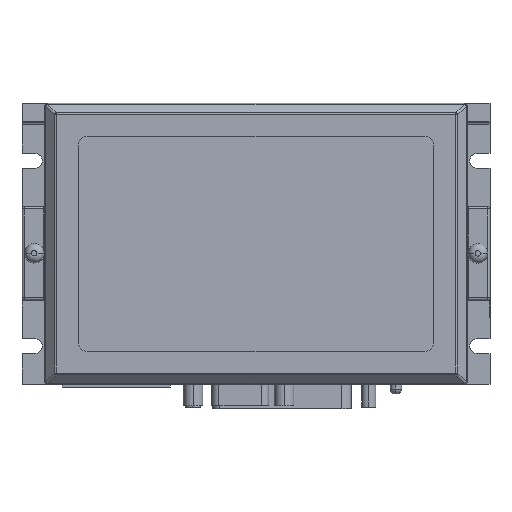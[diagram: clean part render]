
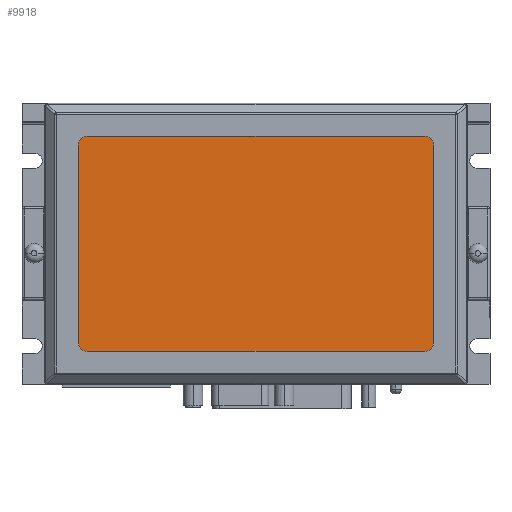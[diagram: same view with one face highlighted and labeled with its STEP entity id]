
A CAD part, top view. The second image highlights one B-rep face of the part: STEP entity #9918.
In plain terms, the highlighted planar face has unit normal (0, 0, 1).
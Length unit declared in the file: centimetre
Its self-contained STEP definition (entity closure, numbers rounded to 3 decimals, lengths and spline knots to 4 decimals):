
#348 = AXIS2_PLACEMENT_3D ( 'NONE', #6991, #7870, #2570 ) ;
#379 = CARTESIAN_POINT ( 'NONE',  ( -4.572, 2.921, -0.0381 ) ) ;
#423 = CARTESIAN_POINT ( 'NONE',  ( -4.826, 2.667, -0.0381 ) ) ;
#580 = VECTOR ( 'NONE', #818, 100. ) ;
#738 = EDGE_CURVE ( 'NONE', #7813, #11366, #10704, .T. ) ;
#806 = DIRECTION ( 'NONE',  ( -1., 0., 0. ) ) ;
#818 = DIRECTION ( 'NONE',  ( 0., 1., 0. ) ) ;
#861 = DIRECTION ( 'NONE',  ( 0., 0., -1. ) ) ;
#1182 = ORIENTED_EDGE ( 'NONE', *, *, #9945, .F. ) ;
#1285 = ORIENTED_EDGE ( 'NONE', *, *, #5656, .F. ) ;
#1815 = CARTESIAN_POINT ( 'NONE',  ( -4.826, -2.667, -0.0381 ) ) ;
#1947 = CARTESIAN_POINT ( 'NONE',  ( 4.826, -2.667, -0.0381 ) ) ;
#2087 = CIRCLE ( 'NONE', #11232, 0.254 ) ;
#2570 = DIRECTION ( 'NONE',  ( 1., 0., 0. ) ) ;
#2646 = FACE_OUTER_BOUND ( 'NONE', #3819, .T. ) ;
#2800 = AXIS2_PLACEMENT_3D ( 'NONE', #3992, #4020, #4064 ) ;
#3117 = CARTESIAN_POINT ( 'NONE',  ( 0., 2.921, -0.0381 ) ) ;
#3235 = VERTEX_POINT ( 'NONE', #4031 ) ;
#3652 = VECTOR ( 'NONE', #9133, 100. ) ;
#3819 = EDGE_LOOP ( 'NONE', ( #8596, #1285, #1182, #5204, #8208, #7546, #3946, #5637 ) ) ;
#3946 = ORIENTED_EDGE ( 'NONE', *, *, #10525, .F. ) ;
#3970 = EDGE_CURVE ( 'NONE', #4669, #7813, #7464, .T. ) ;
#3992 = CARTESIAN_POINT ( 'NONE',  ( 4.572, -2.667, -0.0381 ) ) ;
#4020 = DIRECTION ( 'NONE',  ( 0., 0., -1. ) ) ;
#4031 = CARTESIAN_POINT ( 'NONE',  ( 4.572, 2.921, -0.0381 ) ) ;
#4064 = DIRECTION ( 'NONE',  ( -1., 0., 0. ) ) ;
#4119 = CIRCLE ( 'NONE', #7309, 0.254 ) ;
#4172 = VECTOR ( 'NONE', #6181, 100. ) ;
#4256 = CARTESIAN_POINT ( 'NONE',  ( -4.572, 2.667, -0.0381 ) ) ;
#4469 = VERTEX_POINT ( 'NONE', #11303 ) ;
#4669 = VERTEX_POINT ( 'NONE', #1947 ) ;
#5149 = DIRECTION ( 'NONE',  ( -1., 0., 0. ) ) ;
#5204 = ORIENTED_EDGE ( 'NONE', *, *, #738, .F. ) ;
#5292 = VERTEX_POINT ( 'NONE', #379 ) ;
#5637 = ORIENTED_EDGE ( 'NONE', *, *, #8444, .F. ) ;
#5656 = EDGE_CURVE ( 'NONE', #10567, #6286, #7647, .T. ) ;
#5748 = CARTESIAN_POINT ( 'NONE',  ( 4.572, -2.921, -0.0381 ) ) ;
#5749 = EDGE_CURVE ( 'NONE', #4469, #4669, #11241, .T. ) ;
#5965 = CIRCLE ( 'NONE', #10201, 0.254 ) ;
#6098 = CARTESIAN_POINT ( 'NONE',  ( 4.826, 0., -0.0381 ) ) ;
#6124 = DIRECTION ( 'NONE',  ( 0., 0., -1. ) ) ;
#6180 = CARTESIAN_POINT ( 'NONE',  ( -4.572, -2.667, -0.0381 ) ) ;
#6181 = DIRECTION ( 'NONE',  ( 0., -1., 0. ) ) ;
#6286 = VERTEX_POINT ( 'NONE', #423 ) ;
#6991 = CARTESIAN_POINT ( 'NONE',  ( -4.826, -2.921, -0.0381 ) ) ;
#7039 = VECTOR ( 'NONE', #9296, 100. ) ;
#7062 = DIRECTION ( 'NONE',  ( -1., 0., 0. ) ) ;
#7309 = AXIS2_PLACEMENT_3D ( 'NONE', #4256, #10432, #5149 ) ;
#7464 = CIRCLE ( 'NONE', #2800, 0.254 ) ;
#7546 = ORIENTED_EDGE ( 'NONE', *, *, #5749, .F. ) ;
#7647 = LINE ( 'NONE', #10777, #580 ) ;
#7813 = VERTEX_POINT ( 'NONE', #5748 ) ;
#7870 = DIRECTION ( 'NONE',  ( 0., 0., 1. ) ) ;
#8020 = EDGE_CURVE ( 'NONE', #6286, #5292, #4119, .T. ) ;
#8208 = ORIENTED_EDGE ( 'NONE', *, *, #3970, .F. ) ;
#8444 = EDGE_CURVE ( 'NONE', #5292, #3235, #9090, .T. ) ;
#8596 = ORIENTED_EDGE ( 'NONE', *, *, #8020, .F. ) ;
#9090 = LINE ( 'NONE', #3117, #7039 ) ;
#9097 = CARTESIAN_POINT ( 'NONE',  ( 0., -2.921, -0.0381 ) ) ;
#9133 = DIRECTION ( 'NONE',  ( -1., 0., 0. ) ) ;
#9296 = DIRECTION ( 'NONE',  ( 1., 0., 0. ) ) ;
#9595 = PLANE ( 'NONE',  #348 ) ;
#9918 = ADVANCED_FACE ( 'NONE', ( #2646 ), #9595, .T. ) ;
#9945 = EDGE_CURVE ( 'NONE', #11366, #10567, #2087, .T. ) ;
#10201 = AXIS2_PLACEMENT_3D ( 'NONE', #11428, #6124, #806 ) ;
#10432 = DIRECTION ( 'NONE',  ( 0., 0., -1. ) ) ;
#10525 = EDGE_CURVE ( 'NONE', #3235, #4469, #5965, .T. ) ;
#10567 = VERTEX_POINT ( 'NONE', #1815 ) ;
#10704 = LINE ( 'NONE', #9097, #3652 ) ;
#10777 = CARTESIAN_POINT ( 'NONE',  ( -4.826, 0., -0.0381 ) ) ;
#10991 = CARTESIAN_POINT ( 'NONE',  ( -4.572, -2.921, -0.0381 ) ) ;
#11232 = AXIS2_PLACEMENT_3D ( 'NONE', #6180, #861, #7062 ) ;
#11241 = LINE ( 'NONE', #6098, #4172 ) ;
#11303 = CARTESIAN_POINT ( 'NONE',  ( 4.826, 2.667, -0.0381 ) ) ;
#11366 = VERTEX_POINT ( 'NONE', #10991 ) ;
#11428 = CARTESIAN_POINT ( 'NONE',  ( 4.572, 2.667, -0.0381 ) ) ;
